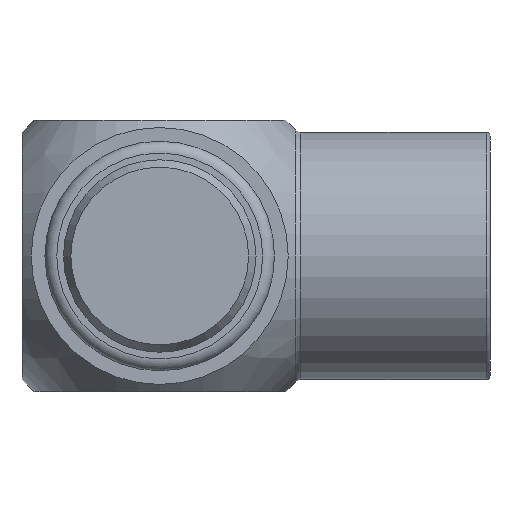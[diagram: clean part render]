
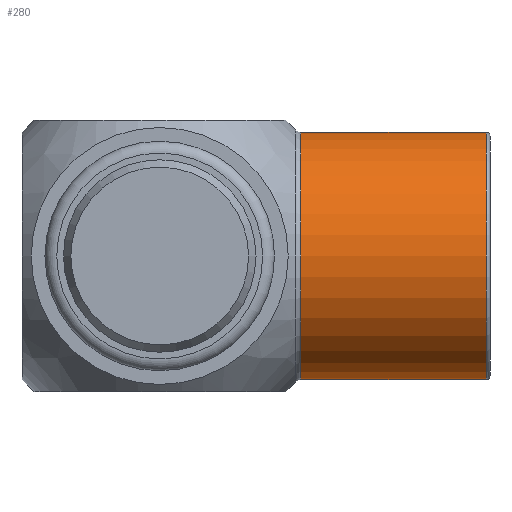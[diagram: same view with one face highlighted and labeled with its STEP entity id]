
A CAD part, front view. The second image highlights one B-rep face of the part: STEP entity #280.
In plain terms, the highlighted cylindrical face has radius 8.352 mm (diameter 16.704 mm), a full revolution.
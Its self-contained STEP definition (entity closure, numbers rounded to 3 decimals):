
#22 = EDGE_CURVE ( 'NONE', #178, #178, #918, .T. ) ;
#23 = EDGE_CURVE ( 'NONE', #177, #177, #917, .T. ) ;
#85 = AXIS2_PLACEMENT_3D ( 'NONE', #358, #357, #356 ) ;
#86 = AXIS2_PLACEMENT_3D ( 'NONE', #355, #354, #353 ) ;
#143 = FACE_OUTER_BOUND ( 'NONE', #1035, .T. ) ;
#151 = FACE_OUTER_BOUND ( 'NONE', #1034, .T. ) ;
#152 = CYLINDRICAL_SURFACE ( 'NONE', #634, 8.352 ) ;
#177 = VERTEX_POINT ( 'NONE', #316 ) ;
#178 = VERTEX_POINT ( 'NONE', #300 ) ;
#280 = ADVANCED_FACE ( 'NONE', ( #143, #151 ), #152, .T. ) ;
#300 = CARTESIAN_POINT ( 'NONE',  ( 9.52, -8.352, 0. ) ) ;
#316 = CARTESIAN_POINT ( 'NONE',  ( 22.05, 8.352, 0. ) ) ;
#353 = DIRECTION ( 'NONE',  ( 0., 1., 0. ) ) ;
#354 = DIRECTION ( 'NONE',  ( -1., 0., 0. ) ) ;
#355 = CARTESIAN_POINT ( 'NONE',  ( 22.05, 0., 0. ) ) ;
#356 = DIRECTION ( 'NONE',  ( 0., -1., 0. ) ) ;
#357 = DIRECTION ( 'NONE',  ( 1., 0., 0. ) ) ;
#358 = CARTESIAN_POINT ( 'NONE',  ( 9.52, 0., 0. ) ) ;
#519 = CARTESIAN_POINT ( 'NONE',  ( 22.3, 0., 0. ) ) ;
#551 = DIRECTION ( 'NONE',  ( -1., 0., 0. ) ) ;
#591 = DIRECTION ( 'NONE',  ( 0., -1., 0. ) ) ;
#634 = AXIS2_PLACEMENT_3D ( 'NONE', #519, #551, #591 ) ;
#917 = CIRCLE ( 'NONE', #86, 8.352 ) ;
#918 = CIRCLE ( 'NONE', #85, 8.352 ) ;
#1034 = EDGE_LOOP ( 'NONE', ( #1119 ) ) ;
#1035 = EDGE_LOOP ( 'NONE', ( #1102 ) ) ;
#1102 = ORIENTED_EDGE ( 'NONE', *, *, #23, .T. ) ;
#1119 = ORIENTED_EDGE ( 'NONE', *, *, #22, .T. ) ;
